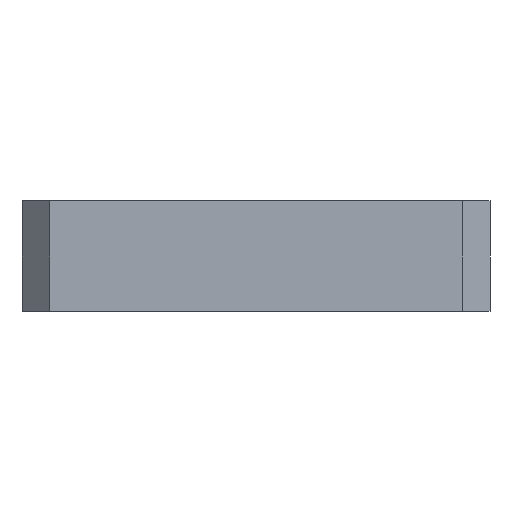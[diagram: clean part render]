
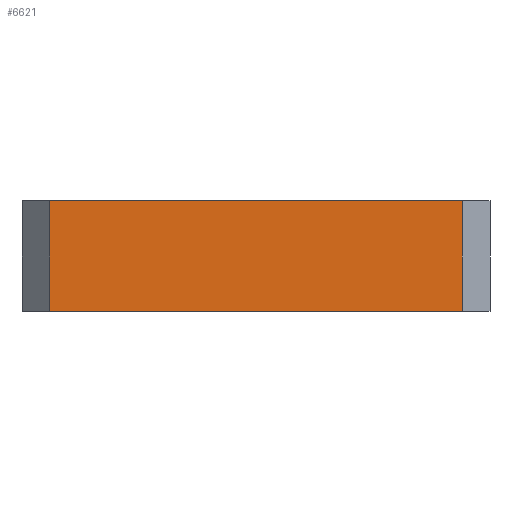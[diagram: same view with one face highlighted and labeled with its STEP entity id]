
A CAD part, front view. The second image highlights one B-rep face of the part: STEP entity #6621.
In plain terms, the highlighted planar face has unit normal (0, -1, 0).
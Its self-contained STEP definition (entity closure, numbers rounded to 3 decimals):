
#110=DIRECTION('',(1.,0.,0.));
#111=VECTOR('',#110,75.);
#112=CARTESIAN_POINT('',(-37.5,-75.,0.));
#113=LINE('',#112,#111);
#901=DIRECTION('',(0.,0.,-1.));
#902=VECTOR('',#901,20.);
#903=CARTESIAN_POINT('',(-37.5,-75.,20.));
#904=LINE('',#903,#902);
#908=DIRECTION('',(0.,0.,-1.));
#909=VECTOR('',#908,20.);
#910=CARTESIAN_POINT('',(37.5,-75.,20.));
#911=LINE('',#910,#909);
#964=DIRECTION('',(1.,0.,0.));
#965=VECTOR('',#964,75.);
#966=CARTESIAN_POINT('',(-37.5,-75.,20.));
#967=LINE('',#966,#965);
#5371=CARTESIAN_POINT('',(-37.5,-75.,0.));
#5373=VERTEX_POINT('',#5371);
#5377=CARTESIAN_POINT('',(-37.5,-75.,20.));
#5378=VERTEX_POINT('',#5377);
#5380=CARTESIAN_POINT('',(37.5,-75.,0.));
#5382=VERTEX_POINT('',#5380);
#5383=CARTESIAN_POINT('',(37.5,-75.,20.));
#5384=VERTEX_POINT('',#5383);
#6608=CARTESIAN_POINT('',(-42.5,-75.,0.));
#6609=DIRECTION('',(0.,-1.,0.));
#6610=DIRECTION('',(1.,0.,0.));
#6611=AXIS2_PLACEMENT_3D('',#6608,#6609,#6610);
#6612=PLANE('',#6611);
#6614=ORIENTED_EDGE('',*,*,#6613,.F.);
#6616=ORIENTED_EDGE('',*,*,#6615,.T.);
#6617=ORIENTED_EDGE('',*,*,#6600,.T.);
#6618=ORIENTED_EDGE('',*,*,#6266,.F.);
#6619=EDGE_LOOP('',(#6614,#6616,#6617,#6618));
#6620=FACE_OUTER_BOUND('',#6619,.F.);
#6266=EDGE_CURVE('',#5373,#5382,#113,.T.);
#6600=EDGE_CURVE('',#5384,#5382,#911,.T.);
#6613=EDGE_CURVE('',#5378,#5373,#904,.T.);
#6615=EDGE_CURVE('',#5378,#5384,#967,.T.);
#6621=ADVANCED_FACE('',(#6620),#6612,.T.);
